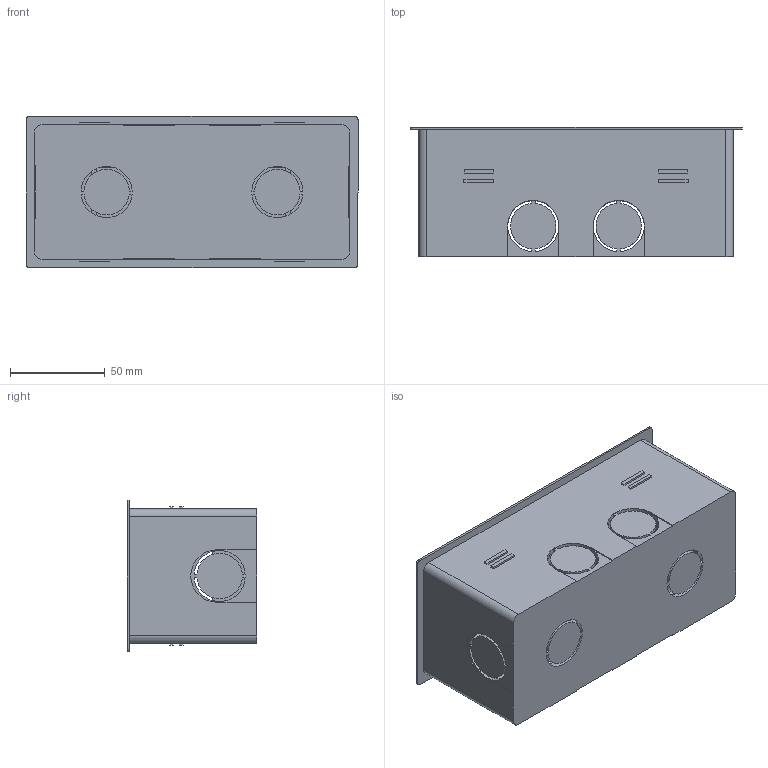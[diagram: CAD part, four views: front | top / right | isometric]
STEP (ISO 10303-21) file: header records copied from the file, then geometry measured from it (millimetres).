
FILE_DESCRIPTION (( 'STEP AP203' ), '1' );
FILE_NAME ('KNU-06-PCB Ëþ÷îê ONFLOOR mini B.STEP', '2016-02-29T11:25:41', ( '' ), ( '' ), 'SwSTEP 2.0', 'SolidWorks 2014', '' );
FILE_SCHEMA (( 'CONFIG_CONTROL_DESIGN' ));
Length unit declared in the file: millimetre
Products named in the file (5): KNU-06-PCB(L)_Jumper mini B(L); KNU-06-PCB(L)_Cap mini B(L); KNU-06-PCB Ëþ÷îê ONFLOOR mini B; KNU-06-PCÂ_Box mini Â; KNU-06-PCB(L)_Rame mini B(L)
Assembly tree (4 placements, depth 2):
  KNU-06-PCB Ëþ÷îê ONFLOOR mini B
    KNU-06-PCÂ_Box mini Â
    KNU-06-PCB(L)_Rame mini B(L)
    KNU-06-PCB(L)_Jumper mini B(L)
    KNU-06-PCB(L)_Cap mini B(L)
Bounding box: 175 x 68 x 80 mm (x, y, z)
Volume: 150409.6 mm3; surface area: 157433.8 mm2
Topology: 5 solids, 5 shells, 440 faces, 1186 edges, 792 vertices
Faces by surface type: plane 374, cylinder 66
Full cylindrical faces by diameter (mm): 3 x4, 5 x4, 6 x4
Entity records: 14171 total; most frequent: CARTESIAN_POINT 2405, ORIENTED_EDGE 2340, DIRECTION 2216, EDGE_CURVE 1170, VECTOR 1018, LINE 1018, VERTEX_POINT 788, AXIS2_PLACEMENT_3D 599
